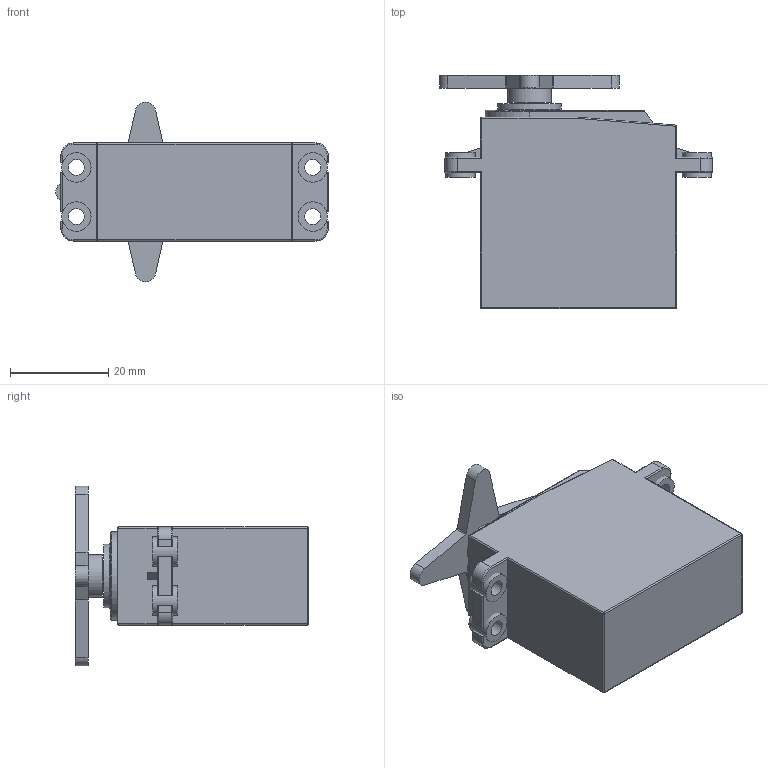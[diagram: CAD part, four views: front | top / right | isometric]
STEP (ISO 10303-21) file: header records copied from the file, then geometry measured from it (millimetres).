
FILE_DESCRIPTION(/* description */ (''),/* implementation_level */ '2;1');
FILE_NAME(/* name */ 'Servo MS62 25KG Miuzei v18.step',/* time_stamp */ '2024-09-07T23:18:44-06:00',/* author */ (''),/* organization */ (''),/* preprocessor_version */ 'ST-DEVELOPER v20',/* originating_system */ 'Autodesk Translation Framework v13.14.0.145',/* authorisation */ '');
FILE_SCHEMA (('AUTOMOTIVE_DESIGN { 1 0 10303 214 3 1 1 }'));
Length unit declared in the file: millimetre
Products named in the file (4): Servo MS62 25KG Miuzei; Connector; Servo Body; Rubber Feet
Assembly tree (3 placements, depth 2):
  Servo MS62 25KG Miuzei
    Connector
    Servo Body
    Rubber Feet
Bounding box: 55.55 x 47.55 x 36.6 mm (x, y, z)
Volume: 34319.2 mm3; surface area: 9313.5 mm2
Topology: 7 solids, 7 shells, 239 faces, 622 edges, 400 vertices
Faces by surface type: plane 124, cylinder 101, torus 10, sphere 4
Full cylindrical faces by diameter (mm): 3 x1, 3.25 x4, 5.85 x2, 6 x4, 8.8 x1, 13 x1
Entity records: 7441 total; most frequent: DIRECTION 1314, CARTESIAN_POINT 1268, ORIENTED_EDGE 1244, EDGE_CURVE 622, AXIS2_PLACEMENT_3D 446, LINE 422, VECTOR 422, VERTEX_POINT 400
